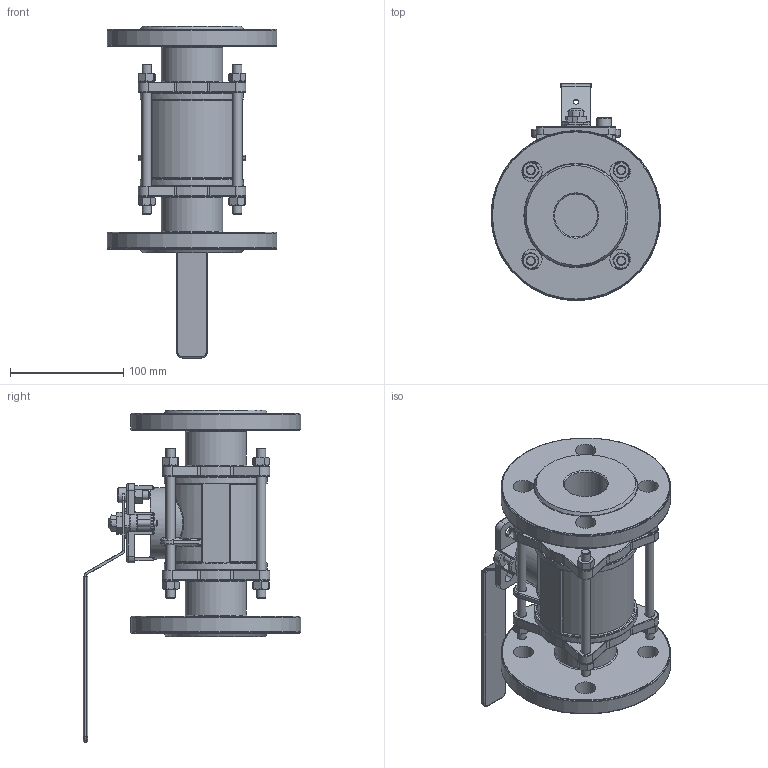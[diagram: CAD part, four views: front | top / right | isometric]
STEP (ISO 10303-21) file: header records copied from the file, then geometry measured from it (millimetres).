
FILE_DESCRIPTION(/* description */ (''),/* implementation_level */ '2;1');
FILE_NAME(/* name */ 'DN40_3D_STEP.stp',/* time_stamp */ '2024-11-01T15:22:22+03:00',/* author */ ('igorr'),/* organization */ (''),/* preprocessor_version */ 'ST-DEVELOPER v20',/* originating_system */ 'Autodesk Inventor 2025',/* authorisation */ '');
FILE_SCHEMA (('AUTOMOTIVE_DESIGN { 1 0 10303 214 3 1 1 }'));
Length unit declared in the file: millimetre
Products named in the file (8): Сборка; Деталь1; Деталь6; AS 1110 - M6 x 20; AS 1420 - 1973 - M8 x 20; AS 1112 - M8  Тип 8; AS 1112 - M8  Тип 5; AS 1474 - M10
Assembly tree (15 placements, depth 2):
  Сборка
    Деталь1
    Деталь6
    AS 1110 - M6 x 20  x2
    AS 1420 - 1973 - M8 x 20
    AS 1112 - M8  Тип 8
    AS 1112 - M8  Тип 5  x8
    AS 1474 - M10
Bounding box: 150 x 192 x 293 mm (x, y, z)
Volume: 1352104 mm3; surface area: 216667 mm2
Topology: 19 solids, 19 shells, 973 faces, 2352 edges, 1426 vertices
Faces by surface type: plane 366, cylinder 229, cone 165, torus 119, bspline 90, sphere 4
Full cylindrical faces by diameter (mm): 5 x1, 6 x4, 6.647 x9, 8 x6, 8.376 x1, 9 x10, 10 x2, 13 x1, 14 x10, 15 x1, 18 x8, 38 x2, 54 x2, 63 x1, 81 x2, 91 x2, 150 x2
Entity records: 26786 total; most frequent: CARTESIAN_POINT 7449, ORIENTED_EDGE 3884, DIRECTION 3799, EDGE_CURVE 1942, AXIS2_PLACEMENT_3D 1459, VERTEX_POINT 1193, LINE 881, VECTOR 881
